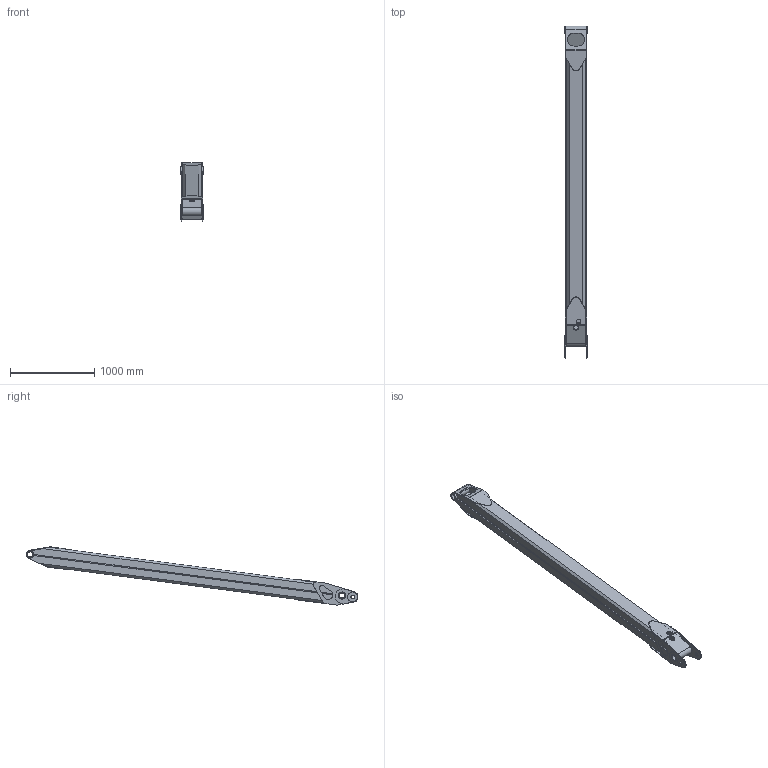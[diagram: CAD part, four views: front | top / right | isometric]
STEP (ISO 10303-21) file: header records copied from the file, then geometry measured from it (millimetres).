
FILE_DESCRIPTION( ( '' ), ' ' );
FILE_NAME( '5dee8ec941b5c61555471869.step', '2019-12-09T18:13:29', ( '' ), ( '' ), ' ', ' ', ' ' );
FILE_SCHEMA( ( 'AUTOMOTIVE_DESIGN { 1 0 10303 214 1 1 1 1 }' ) );
Length unit declared in the file: metre
Products named in the file (1): Part 2
Bounding box: 278.95 x 3932.49 x 690.95 mm (x, y, z)
Volume: 44024335.6 mm3; surface area: 6666138.5 mm2
Topology: 1 solids, 1 shells, 206 faces, 540 edges, 342 vertices
Faces by surface type: plane 120, cylinder 70, cone 16
Full cylindrical faces by diameter (mm): 44.45 x2, 57.15 x4, 60 x2, 85.4 x4, 118.463 x2
Entity records: 8078 total; most frequent: CARTESIAN_POINT 1317, DIRECTION 1084, ORIENTED_EDGE 1032, EDGE_CURVE 516, AXIS2_PLACEMENT_3D 373, LINE 338, VECTOR 338, VERTEX_POINT 334
